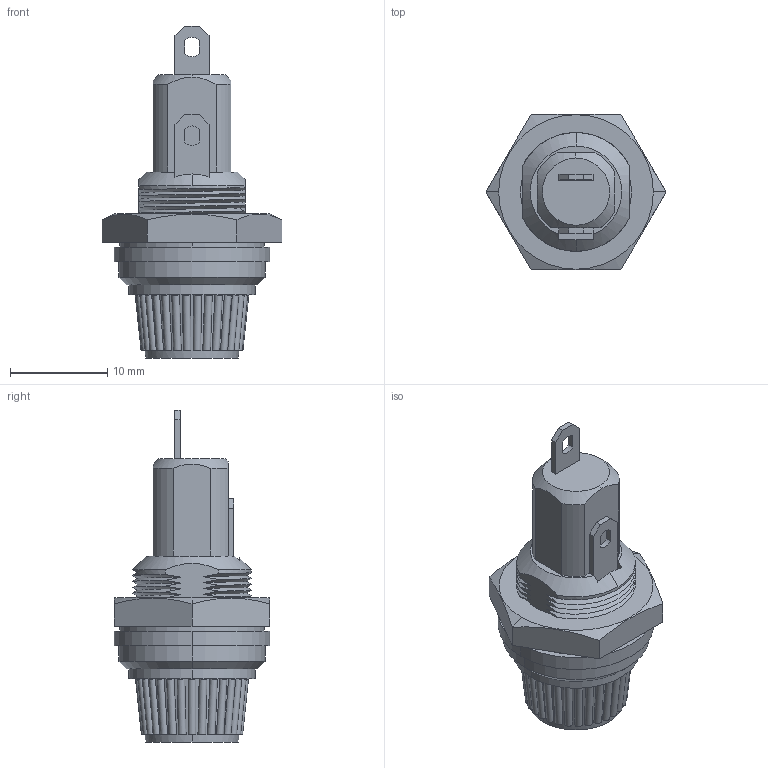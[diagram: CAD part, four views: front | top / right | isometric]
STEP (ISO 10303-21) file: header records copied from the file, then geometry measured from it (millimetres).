
FILE_DESCRIPTION((''),'2;1');
FILE_NAME('9730004_ASM','2016-05-15T',('Claudinei'),(''),'PRO/ENGINEER BY PARAMETRIC TECHNOLOGY CORPORATION, 2012130','PRO/ENGINEER BY PARAMETRIC TECHNOLOGY CORPORATION, 2012130','');
FILE_SCHEMA(('CONFIG_CONTROL_DESIGN'));
Length unit declared in the file: millimetre
Products named in the file (6): BASE_FUSIVEL20AG; TM_FUSEIVEL20AG; ARRUELA_FUSIVEL20AG; PORCA_FUSIVEL20AG; TAMPA_FUSIVEL20AG; 9730004_ASM
Assembly tree (6 placements, depth 2):
  9730004_ASM
    BASE_FUSIVEL20AG
    TM_FUSEIVEL20AG  x2
    ARRUELA_FUSIVEL20AG
    PORCA_FUSIVEL20AG
    TAMPA_FUSIVEL20AG
Bounding box: 18.48 x 16 x 34.1 mm (x, y, z)
Volume: 2807.9 mm3; surface area: 3482.3 mm2
Topology: 6 solids, 6 shells, 258 faces, 748 edges, 507 vertices
Faces by surface type: plane 129, cylinder 65, bspline 54, cone 10
Entity records: 24623 total; most frequent: CARTESIAN_POINT 18651, ORIENTED_EDGE 1436, DIRECTION 919, EDGE_CURVE 718, VERTEX_POINT 487, B_SPLINE_CURVE_WITH_KNOTS 371, AXIS2_PLACEMENT_3D 368, EDGE_LOOP 259
